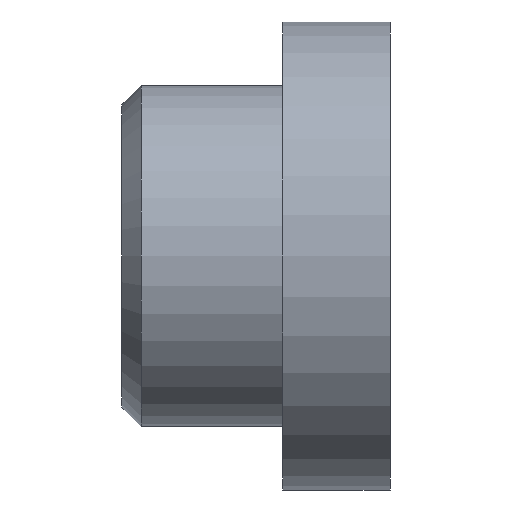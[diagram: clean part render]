
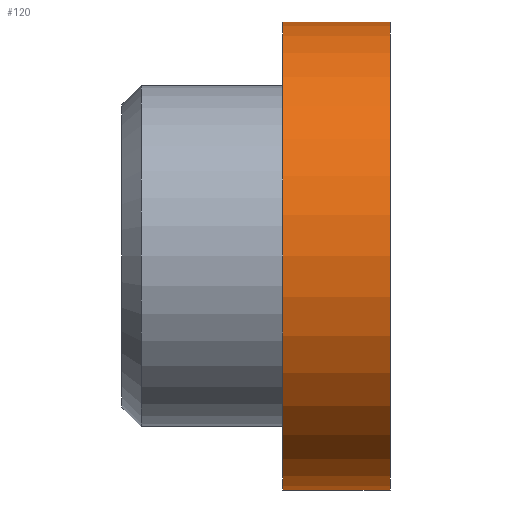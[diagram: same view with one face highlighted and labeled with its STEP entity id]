
A CAD part, left-side view. The second image highlights one B-rep face of the part: STEP entity #120.
In plain terms, the highlighted cylindrical face has radius 48 mm (diameter 96 mm), a partial arc.
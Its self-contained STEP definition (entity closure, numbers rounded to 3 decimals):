
#33 = EDGE_LOOP ( 'NONE', ( #1088, #330, #953, #647 ) ) ;
#57 = VERTEX_POINT ( 'NONE', #970 ) ;
#100 = DIRECTION ( 'NONE',  ( 0., 1., 0. ) ) ;
#117 = CYLINDRICAL_SURFACE ( 'NONE', #591, 48. ) ;
#120 = ADVANCED_FACE ( 'NONE', ( #964 ), #117, .T. ) ;
#129 = EDGE_CURVE ( 'NONE', #445, #57, #162, .T. ) ;
#162 = LINE ( 'NONE', #1380, #357 ) ;
#169 = CARTESIAN_POINT ( 'NONE',  ( 0., 45.247, 48. ) ) ;
#179 = AXIS2_PLACEMENT_3D ( 'NONE', #674, #504, #494 ) ;
#260 = VERTEX_POINT ( 'NONE', #1290 ) ;
#283 = EDGE_CURVE ( 'NONE', #445, #661, #890, .T. ) ;
#330 = ORIENTED_EDGE ( 'NONE', *, *, #283, .T. ) ;
#357 = VECTOR ( 'NONE', #100, 1000. ) ;
#445 = VERTEX_POINT ( 'NONE', #636 ) ;
#458 = EDGE_CURVE ( 'NONE', #661, #260, #949, .T. ) ;
#494 = DIRECTION ( 'NONE',  ( 0., 0., 1. ) ) ;
#504 = DIRECTION ( 'NONE',  ( 0., 1., 0. ) ) ;
#509 = DIRECTION ( 'NONE',  ( 0., 1., 0. ) ) ;
#549 = DIRECTION ( 'NONE',  ( 0., 1., 0. ) ) ;
#591 = AXIS2_PLACEMENT_3D ( 'NONE', #1259, #549, #928 ) ;
#636 = CARTESIAN_POINT ( 'NONE',  ( 0., 0., -48. ) ) ;
#647 = ORIENTED_EDGE ( 'NONE', *, *, #971, .F. ) ;
#661 = VERTEX_POINT ( 'NONE', #1103 ) ;
#674 = CARTESIAN_POINT ( 'NONE',  ( 0., 22., 0. ) ) ;
#729 = VECTOR ( 'NONE', #509, 1000. ) ;
#890 = CIRCLE ( 'NONE', #1190, 48. ) ;
#928 = DIRECTION ( 'NONE',  ( 0., 0., 1. ) ) ;
#949 = LINE ( 'NONE', #169, #729 ) ;
#953 = ORIENTED_EDGE ( 'NONE', *, *, #458, .T. ) ;
#964 = FACE_OUTER_BOUND ( 'NONE', #33, .T. ) ;
#970 = CARTESIAN_POINT ( 'NONE',  ( 0., 22., -48. ) ) ;
#971 = EDGE_CURVE ( 'NONE', #57, #260, #1155, .T. ) ;
#994 = CARTESIAN_POINT ( 'NONE',  ( 0., 0., 0. ) ) ;
#1073 = DIRECTION ( 'NONE',  ( 0., 1., 0. ) ) ;
#1088 = ORIENTED_EDGE ( 'NONE', *, *, #129, .F. ) ;
#1103 = CARTESIAN_POINT ( 'NONE',  ( 0., 0., 48. ) ) ;
#1155 = CIRCLE ( 'NONE', #179, 48. ) ;
#1190 = AXIS2_PLACEMENT_3D ( 'NONE', #994, #1073, #1304 ) ;
#1259 = CARTESIAN_POINT ( 'NONE',  ( 0., 45.247, 0. ) ) ;
#1290 = CARTESIAN_POINT ( 'NONE',  ( 0., 22., 48. ) ) ;
#1304 = DIRECTION ( 'NONE',  ( 0., 0., 1. ) ) ;
#1380 = CARTESIAN_POINT ( 'NONE',  ( 0., 45.247, -48. ) ) ;
